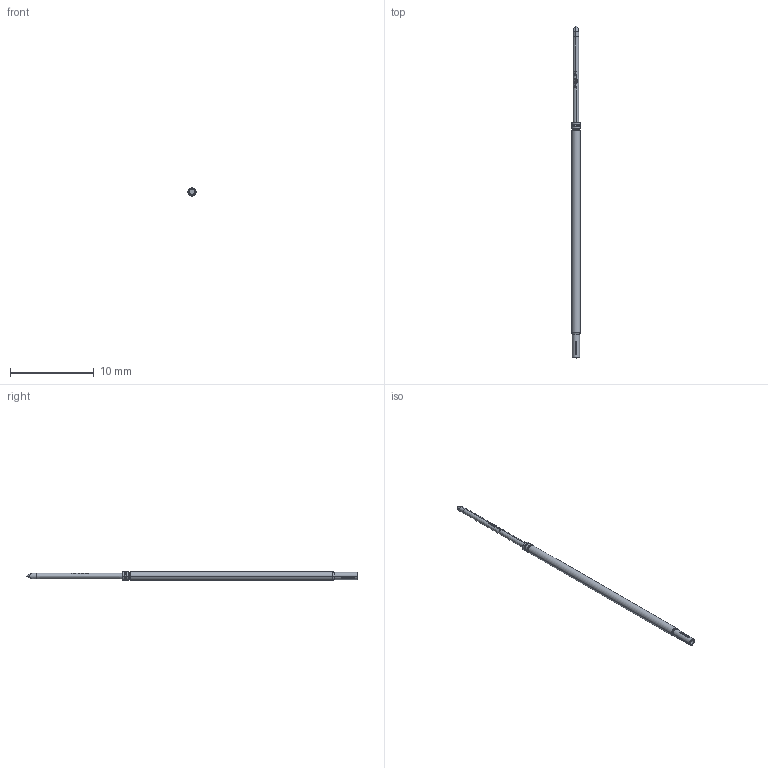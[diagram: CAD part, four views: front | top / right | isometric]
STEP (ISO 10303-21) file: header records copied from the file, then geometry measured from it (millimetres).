
FILE_DESCRIPTION (( 'STEP AP203' ), '1' );
FILE_NAME ('INGUN_S-050_297_064_A_xx00_L.STEP', '2022-01-27T15:01:45', ( 'ochi' ), ( '' ), 'SwSTEP 2.0', 'SolidWorks 2018', '' );
FILE_SCHEMA (( 'CONFIG_CONTROL_DESIGN' ));
Length unit declared in the file: millimetre
Products named in the file (1): INGUN_S-050_297_064_A_xx00_L
Bounding box: 1.01 x 39.62 x 1.01 mm (x, y, z)
Volume: 24.6 mm3; surface area: 118.2 mm2
Topology: 1 solids, 1 shells, 135 faces, 353 edges, 225 vertices
Faces by surface type: bspline 64, cylinder 25, cone 21, plane 13, torus 12
Entity records: 6046 total; most frequent: CARTESIAN_POINT 3260, ORIENTED_EDGE 698, EDGE_CURVE 349, DIRECTION 341, VERTEX_POINT 225, B_SPLINE_CURVE_WITH_KNOTS 216, EDGE_LOOP 144, AXIS2_PLACEMENT_3D 140
